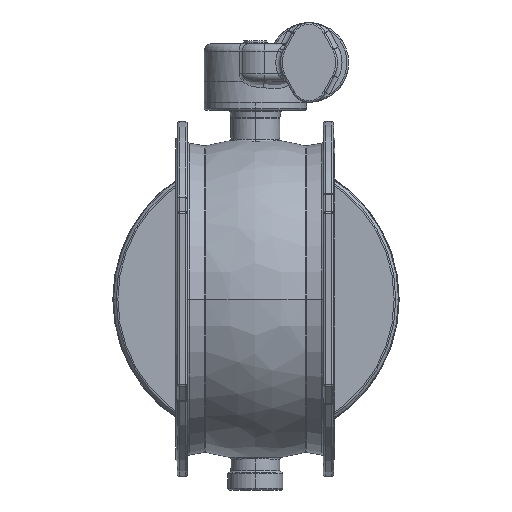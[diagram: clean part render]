
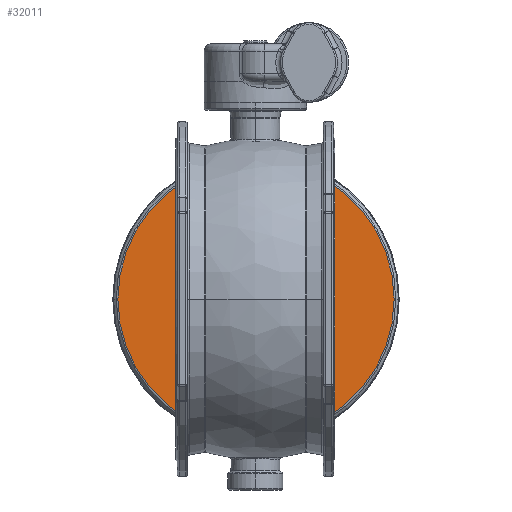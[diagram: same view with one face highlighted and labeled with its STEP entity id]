
A CAD part, front view. The second image highlights one B-rep face of the part: STEP entity #32011.
In plain terms, the highlighted planar face has unit normal (0, -1, 0).
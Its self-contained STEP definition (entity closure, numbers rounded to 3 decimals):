
#30753=CARTESIAN_POINT('',(0.,0.,0.));
#30754=DIRECTION('',(0.,1.,0.));
#30755=DIRECTION('',(1.,0.,0.));
#30756=AXIS2_PLACEMENT_3D('',#30753,#30754,#30755);
#30758=CARTESIAN_POINT('',(0.,0.,0.));
#30759=DIRECTION('',(0.,1.,0.));
#30760=DIRECTION('',(-1.,0.,0.));
#30761=AXIS2_PLACEMENT_3D('',#30758,#30759,#30760);
#30777=CARTESIAN_POINT('',(477.617,0.,
0.));
#30778=CARTESIAN_POINT('',(-477.617,0.,
0.));
#30779=VERTEX_POINT('',#30777);
#30780=VERTEX_POINT('',#30778);
#32002=CARTESIAN_POINT('',(0.,0.,0.));
#32003=DIRECTION('',(0.,-1.,0.));
#32004=DIRECTION('',(-1.,0.,0.));
#32005=AXIS2_PLACEMENT_3D('',#32002,#32003,#32004);
#32006=PLANE('',#32005);
#32007=ORIENTED_EDGE('',*,*,#31984,.T.);
#32008=ORIENTED_EDGE('',*,*,#31969,.T.);
#32009=EDGE_LOOP('',(#32007,#32008));
#32010=FACE_OUTER_BOUND('',#32009,.F.);
#32011=ADVANCED_FACE('',(#32010),#32006,.T.);
#30757=CIRCLE('',#30756,477.617);
#30762=CIRCLE('',#30761,477.617);
#31969=EDGE_CURVE('',#30780,#30779,#30762,.T.);
#31984=EDGE_CURVE('',#30779,#30780,#30757,.T.);
